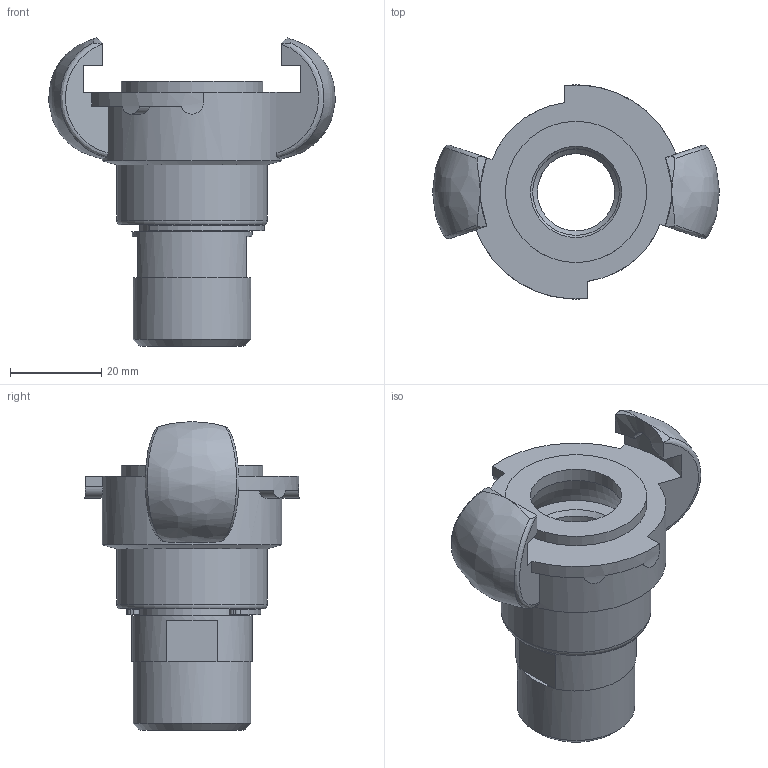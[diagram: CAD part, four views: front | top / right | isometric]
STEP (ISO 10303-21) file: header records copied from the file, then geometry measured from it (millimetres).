
FILE_DESCRIPTION(/* description */ (''),/* implementation_level */ '2;1');
FILE_NAME(/* name */ 'KAG 34-DR.stp',/* time_stamp */ '2020-03-27T08:08:36+01:00',/* author */ ('schnellinger'),/* organization */ (''),/* preprocessor_version */ 'ST-DEVELOPER v17',/* originating_system */ 'Autodesk Inventor 2018',/* authorisation */ '0 mm^3');
FILE_SCHEMA (('AUTOMOTIVE_DESIGN { 1 0 10303 214 3 1 1 }'));
Length unit declared in the file: millimetre
Products named in the file (1): LUE_00025322_Shrinkwrap_1
Bounding box: 62.97 x 47 x 67.7 mm (x, y, z)
Volume: 35591.9 mm3; surface area: 20113.2 mm2
Topology: 3 solids, 3 shells, 113 faces, 294 edges, 200 vertices
Faces by surface type: cylinder 44, plane 43, torus 8, cone 8, bspline 6, sphere 4
Full cylindrical faces by diameter (mm): 17 x1, 19 x1, 20 x1, 22.2 x1, 23 x1, 25.5 x1, 25.8 x1, 26.4 x3, 26.5 x1, 26.7 x3, 29.8 x2, 30 x1, 30.2 x1, 30.4 x1, 31 x1, 33 x1, 39.5 x1
Entity records: 4446 total; most frequent: CARTESIAN_POINT 1412, DIRECTION 618, ORIENTED_EDGE 588, EDGE_CURVE 294, AXIS2_PLACEMENT_3D 259, VERTEX_POINT 200, CIRCLE 151, EDGE_LOOP 130
